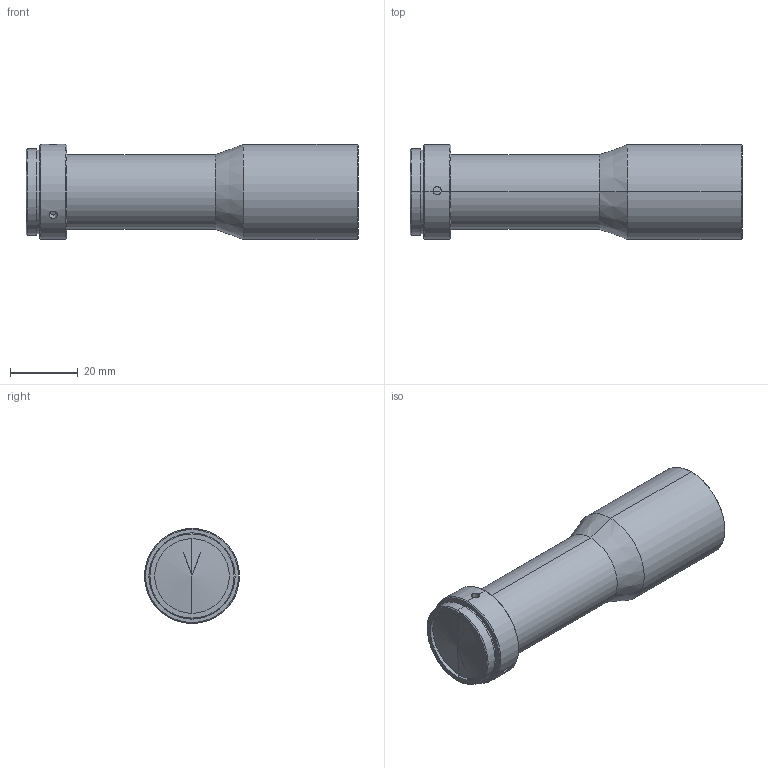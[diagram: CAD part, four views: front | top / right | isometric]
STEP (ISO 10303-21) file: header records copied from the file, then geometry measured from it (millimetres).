
FILE_DESCRIPTION (( 'STEP AP203' ), '1' );
FILE_NAME ('WH03-180A-120.STEP', '2019-12-02T08:49:53', ( 'Windows 蚚誧' ), ( '' ), 'SwSTEP 2.0', 'SolidWorks 2017', '' );
FILE_SCHEMA (( 'CONFIG_CONTROL_DESIGN' ));
Length unit declared in the file: millimetre
Products named in the file (1): WH03-180A-120
Bounding box: 97.81 x 28 x 28 mm (x, y, z)
Volume: 47719.4 mm3; surface area: 9434.9 mm2
Topology: 1 solids, 1 shells, 45 faces, 98 edges, 58 vertices
Faces by surface type: cylinder 24, cone 16, plane 5
Entity records: 1447 total; most frequent: CARTESIAN_POINT 404, DIRECTION 210, ORIENTED_EDGE 188, EDGE_CURVE 94, AXIS2_PLACEMENT_3D 86, VERTEX_POINT 58, EDGE_LOOP 52, ADVANCED_FACE 45
